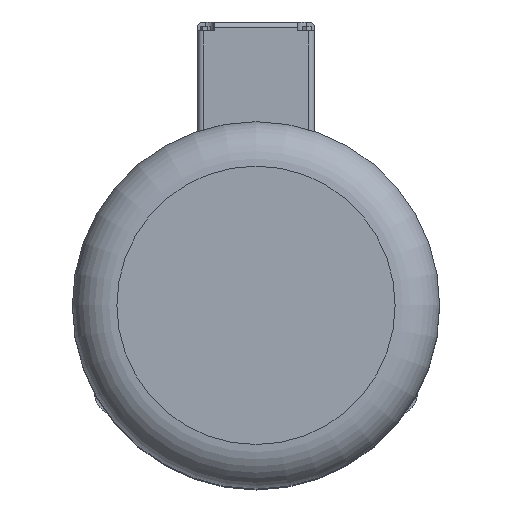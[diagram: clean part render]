
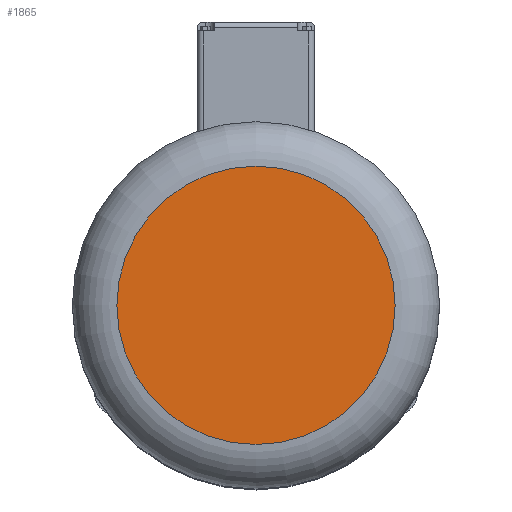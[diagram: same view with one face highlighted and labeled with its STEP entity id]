
A CAD part, top view. The second image highlights one B-rep face of the part: STEP entity #1865.
In plain terms, the highlighted planar face has unit normal (0, 0, 1).
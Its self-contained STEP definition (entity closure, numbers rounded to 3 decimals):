
#1865=ADVANCED_FACE('',(#5932),#5934,.T.);
#5932=FACE_BOUND('',#5933,.T.);
#5933=EDGE_LOOP('',(#9443));
#5934=PLANE('',#5935);
#5935=AXIS2_PLACEMENT_3D('',#5936,#5937,#5938);
#5936=CARTESIAN_POINT('',(0.,0.,1575.));
#5937=DIRECTION('',(0.,0.,1.));
#5938=DIRECTION('',(0.,1.,0.));
#9443=ORIENTED_EDGE('',*,*,#11492,.F.);
#11492=EDGE_CURVE('',#13303,#13303,#13304,.T.);
#13303=VERTEX_POINT('',#16779);
#13304=CIRCLE('',#16780,125.);
#16779=CARTESIAN_POINT('',(0.,125.,1575.));
#16780=AXIS2_PLACEMENT_3D('',#16781,#16782,#16783);
#16781=CARTESIAN_POINT('',(0.,0.,1575.));
#16782=DIRECTION('',(0.,0.,-1.));
#16783=DIRECTION('',(0.,1.,0.));
